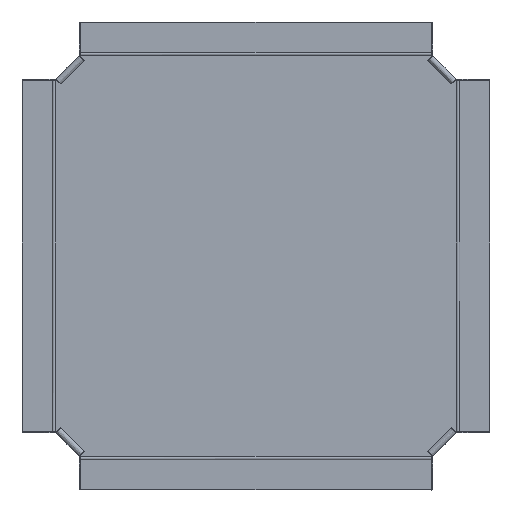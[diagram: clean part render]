
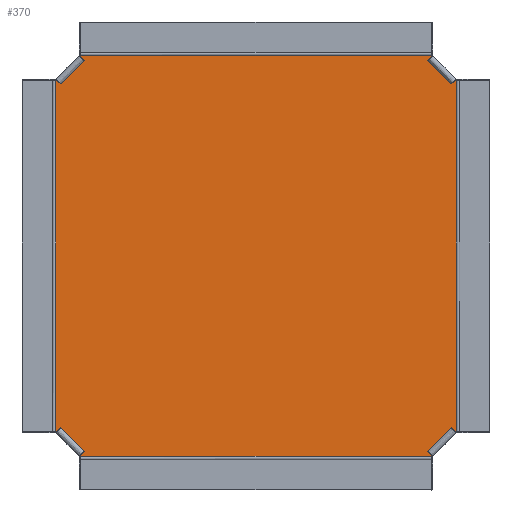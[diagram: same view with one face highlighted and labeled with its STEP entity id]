
A CAD part, top view. The second image highlights one B-rep face of the part: STEP entity #370.
In plain terms, the highlighted planar face has unit normal (0, 0, 1).
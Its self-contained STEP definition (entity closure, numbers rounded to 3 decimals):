
#370=ADVANCED_FACE('',(#780),#6063,.T.);
#780=FACE_OUTER_BOUND('',#1190,.T.);
#1190=EDGE_LOOP('',(#2874,#2875,#2876,#2877,#2878,#2879,#2880,#2881,#2882,
#2883,#2884,#2885,#2886,#2887,#2888,#2889));
#2874=ORIENTED_EDGE('',*,*,#4013,.F.);
#2875=ORIENTED_EDGE('',*,*,#4012,.F.);
#2876=ORIENTED_EDGE('',*,*,#4011,.F.);
#2877=ORIENTED_EDGE('',*,*,#4133,.F.);
#2878=ORIENTED_EDGE('',*,*,#4000,.F.);
#2879=ORIENTED_EDGE('',*,*,#4010,.F.);
#2880=ORIENTED_EDGE('',*,*,#4009,.F.);
#2881=ORIENTED_EDGE('',*,*,#4078,.F.);
#2882=ORIENTED_EDGE('',*,*,#4008,.F.);
#2883=ORIENTED_EDGE('',*,*,#4007,.F.);
#2884=ORIENTED_EDGE('',*,*,#4006,.F.);
#2885=ORIENTED_EDGE('',*,*,#4030,.F.);
#2886=ORIENTED_EDGE('',*,*,#4005,.F.);
#2887=ORIENTED_EDGE('',*,*,#4004,.F.);
#2888=ORIENTED_EDGE('',*,*,#4003,.F.);
#2889=ORIENTED_EDGE('',*,*,#4014,.F.);
#4000=EDGE_CURVE('',#5612,#5614,#5022,.T.);
#4003=EDGE_CURVE('',#5617,#5618,#5025,.T.);
#4004=EDGE_CURVE('',#5618,#5619,#5026,.T.);
#4005=EDGE_CURVE('',#5619,#5620,#5027,.T.);
#4006=EDGE_CURVE('',#5621,#5622,#5028,.T.);
#4007=EDGE_CURVE('',#5622,#5623,#5029,.T.);
#4008=EDGE_CURVE('',#5623,#5624,#5030,.T.);
#4009=EDGE_CURVE('',#5625,#5626,#5031,.T.);
#4010=EDGE_CURVE('',#5626,#5612,#5032,.T.);
#4011=EDGE_CURVE('',#5627,#5628,#5033,.T.);
#4012=EDGE_CURVE('',#5628,#5629,#5034,.T.);
#4013=EDGE_CURVE('',#5629,#5616,#5035,.T.);
#4014=EDGE_CURVE('',#5616,#5617,#5036,.T.);
#4030=EDGE_CURVE('',#5620,#5621,#5052,.T.);
#4078=EDGE_CURVE('',#5624,#5625,#5084,.T.);
#4133=EDGE_CURVE('',#5614,#5627,#5113,.T.);
#5022=B_SPLINE_CURVE_WITH_KNOTS('',1,(#12442,#12443),.UNSPECIFIED.,.F.,
 .F.,(2,2),(0.,2.),.UNSPECIFIED.);
#5025=B_SPLINE_CURVE_WITH_KNOTS('',1,(#12448,#12449),.UNSPECIFIED.,.F.,
 .F.,(2,2),(-2.,0.),.UNSPECIFIED.);
#5026=B_SPLINE_CURVE_WITH_KNOTS('',1,(#12450,#12451),.UNSPECIFIED.,.F.,
 .F.,(2,2),(0.,600.),.UNSPECIFIED.);
#5027=B_SPLINE_CURVE_WITH_KNOTS('',1,(#12452,#12453),.UNSPECIFIED.,.F.,
 .F.,(2,2),(0.,2.),.UNSPECIFIED.);
#5028=B_SPLINE_CURVE_WITH_KNOTS('',1,(#12454,#12455),.UNSPECIFIED.,.F.,
 .F.,(2,2),(-2.,0.),.UNSPECIFIED.);
#5029=B_SPLINE_CURVE_WITH_KNOTS('',1,(#12456,#12457),.UNSPECIFIED.,.F.,
 .F.,(2,2),(0.,600.),.UNSPECIFIED.);
#5030=B_SPLINE_CURVE_WITH_KNOTS('',1,(#12458,#12459),.UNSPECIFIED.,.F.,
 .F.,(2,2),(0.,2.),.UNSPECIFIED.);
#5031=B_SPLINE_CURVE_WITH_KNOTS('',1,(#12460,#12461),.UNSPECIFIED.,.F.,
 .F.,(2,2),(-2.,0.),.UNSPECIFIED.);
#5032=B_SPLINE_CURVE_WITH_KNOTS('',1,(#12462,#12463),.UNSPECIFIED.,.F.,
 .F.,(2,2),(0.,600.),.UNSPECIFIED.);
#5033=B_SPLINE_CURVE_WITH_KNOTS('',1,(#12464,#12465),.UNSPECIFIED.,.F.,
 .F.,(2,2),(-2.,0.),.UNSPECIFIED.);
#5034=B_SPLINE_CURVE_WITH_KNOTS('',1,(#12466,#12467),.UNSPECIFIED.,.F.,
 .F.,(2,2),(0.,600.),.UNSPECIFIED.);
#5035=B_SPLINE_CURVE_WITH_KNOTS('',1,(#12468,#12469),.UNSPECIFIED.,.F.,
 .F.,(2,2),(0.,2.),.UNSPECIFIED.);
#5036=B_SPLINE_CURVE_WITH_KNOTS('',1,(#12470,#12471),.UNSPECIFIED.,.F.,
 .F.,(2,2),(-57.631,0.),.UNSPECIFIED.);
#5052=B_SPLINE_CURVE_WITH_KNOTS('',1,(#12502,#12503),.UNSPECIFIED.,.F.,
 .F.,(2,2),(-57.631,0.),.UNSPECIFIED.);
#5084=B_SPLINE_CURVE_WITH_KNOTS('',1,(#12618,#12619),.UNSPECIFIED.,.F.,
 .F.,(2,2),(-57.631,0.),.UNSPECIFIED.);
#5113=B_SPLINE_CURVE_WITH_KNOTS('',1,(#12762,#12763),.UNSPECIFIED.,.F.,
 .F.,(2,2),(-57.631,0.),.UNSPECIFIED.);
#5612=VERTEX_POINT('',#12313);
#5614=VERTEX_POINT('',#12315);
#5616=VERTEX_POINT('',#12317);
#5617=VERTEX_POINT('',#12318);
#5618=VERTEX_POINT('',#12319);
#5619=VERTEX_POINT('',#12320);
#5620=VERTEX_POINT('',#12321);
#5621=VERTEX_POINT('',#12322);
#5622=VERTEX_POINT('',#12323);
#5623=VERTEX_POINT('',#12324);
#5624=VERTEX_POINT('',#12325);
#5625=VERTEX_POINT('',#12326);
#5626=VERTEX_POINT('',#12327);
#5627=VERTEX_POINT('',#12328);
#5628=VERTEX_POINT('',#12329);
#5629=VERTEX_POINT('',#12330);
#6063=PLANE('',#6354);
#6354=AXIS2_PLACEMENT_3D('',#11836,#6610,$);
#6610=DIRECTION('',(0.,0.,1.));
#11836=CARTESIAN_POINT('',(-412.66,812.74,1.25));
#12313=CARTESIAN_POINT('',(-342.752,700.08,1.25));
#12315=CARTESIAN_POINT('',(-340.752,700.08,1.25));
#12317=CARTESIAN_POINT('',(300.,740.832,1.25));
#12318=CARTESIAN_POINT('',(340.752,700.08,1.25));
#12319=CARTESIAN_POINT('',(342.752,700.08,1.25));
#12320=CARTESIAN_POINT('',(342.752,100.08,1.25));
#12321=CARTESIAN_POINT('',(340.752,100.08,1.25));
#12322=CARTESIAN_POINT('',(300.,59.328,1.25));
#12323=CARTESIAN_POINT('',(300.,57.328,1.25));
#12324=CARTESIAN_POINT('',(-300.,57.328,1.25));
#12325=CARTESIAN_POINT('',(-300.,59.328,1.25));
#12326=CARTESIAN_POINT('',(-340.752,100.08,1.25));
#12327=CARTESIAN_POINT('',(-342.752,100.08,1.25));
#12328=CARTESIAN_POINT('',(-300.,740.832,1.25));
#12329=CARTESIAN_POINT('',(-300.,742.832,1.25));
#12330=CARTESIAN_POINT('',(300.,742.832,1.25));
#12442=CARTESIAN_POINT('',(-342.752,700.08,1.25));
#12443=CARTESIAN_POINT('',(-340.752,700.08,1.25));
#12448=CARTESIAN_POINT('',(340.752,700.08,1.25));
#12449=CARTESIAN_POINT('',(342.752,700.08,1.25));
#12450=CARTESIAN_POINT('',(342.752,700.08,1.25));
#12451=CARTESIAN_POINT('',(342.752,100.08,1.25));
#12452=CARTESIAN_POINT('',(342.752,100.08,1.25));
#12453=CARTESIAN_POINT('',(340.752,100.08,1.25));
#12454=CARTESIAN_POINT('',(300.,59.328,1.25));
#12455=CARTESIAN_POINT('',(300.,57.328,1.25));
#12456=CARTESIAN_POINT('',(300.,57.328,1.25));
#12457=CARTESIAN_POINT('',(-300.,57.328,1.25));
#12458=CARTESIAN_POINT('',(-300.,57.328,1.25));
#12459=CARTESIAN_POINT('',(-300.,59.328,1.25));
#12460=CARTESIAN_POINT('',(-340.752,100.08,1.25));
#12461=CARTESIAN_POINT('',(-342.752,100.08,1.25));
#12462=CARTESIAN_POINT('',(-342.752,100.08,1.25));
#12463=CARTESIAN_POINT('',(-342.752,700.08,1.25));
#12464=CARTESIAN_POINT('',(-300.,740.832,1.25));
#12465=CARTESIAN_POINT('',(-300.,742.832,1.25));
#12466=CARTESIAN_POINT('',(-300.,742.832,1.25));
#12467=CARTESIAN_POINT('',(300.,742.832,1.25));
#12468=CARTESIAN_POINT('',(300.,742.832,1.25));
#12469=CARTESIAN_POINT('',(300.,740.832,1.25));
#12470=CARTESIAN_POINT('',(300.,740.832,1.25));
#12471=CARTESIAN_POINT('',(340.752,700.08,1.25));
#12502=CARTESIAN_POINT('',(340.752,100.08,1.25));
#12503=CARTESIAN_POINT('',(300.,59.328,1.25));
#12618=CARTESIAN_POINT('',(-300.,59.328,1.25));
#12619=CARTESIAN_POINT('',(-340.752,100.08,1.25));
#12762=CARTESIAN_POINT('',(-340.752,700.08,1.25));
#12763=CARTESIAN_POINT('',(-300.,740.832,1.25));
